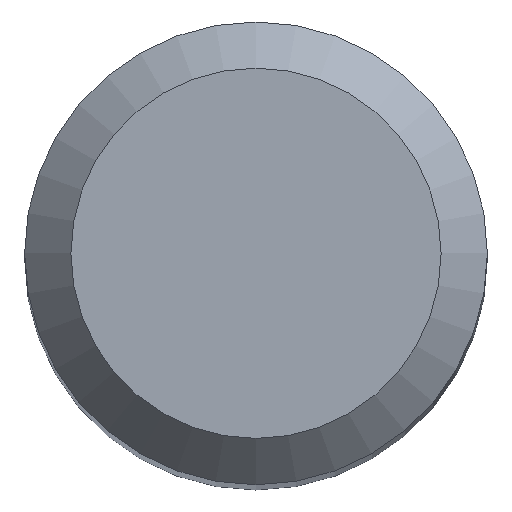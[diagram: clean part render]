
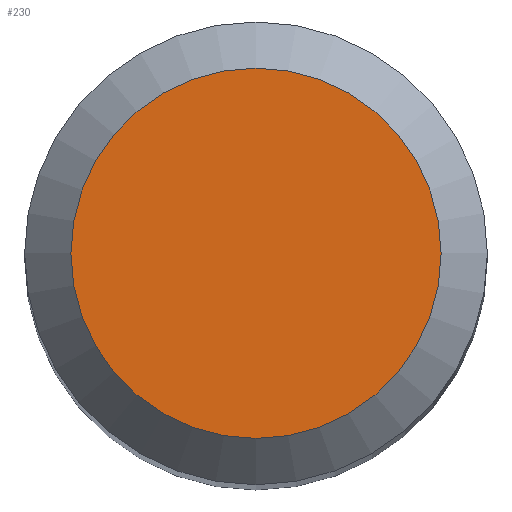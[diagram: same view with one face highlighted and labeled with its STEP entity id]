
A CAD part, top view. The second image highlights one B-rep face of the part: STEP entity #230.
In plain terms, the highlighted planar face has unit normal (0, 0, 1).
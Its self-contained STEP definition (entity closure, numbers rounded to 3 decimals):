
#13 = DIRECTION ( 'NONE',  ( 0., 0., -1. ) ) ;
#45 = ORIENTED_EDGE ( 'NONE', *, *, #126, .F. ) ;
#57 = VERTEX_POINT ( 'NONE', #136 ) ;
#60 = DIRECTION ( 'NONE',  ( 0., 1., 0. ) ) ;
#109 = AXIS2_PLACEMENT_3D ( 'NONE', #159, #238, #60 ) ;
#119 = FACE_OUTER_BOUND ( 'NONE', #219, .T. ) ;
#126 = EDGE_CURVE ( 'NONE', #57, #57, #130, .T. ) ;
#130 = CIRCLE ( 'NONE', #135, 2.4 ) ;
#135 = AXIS2_PLACEMENT_3D ( 'NONE', #182, #13, #243 ) ;
#136 = CARTESIAN_POINT ( 'NONE',  ( 0., 2.4, 50. ) ) ;
#159 = CARTESIAN_POINT ( 'NONE',  ( 0., 0., 50. ) ) ;
#182 = CARTESIAN_POINT ( 'NONE',  ( 0., 0., 50. ) ) ;
#198 = PLANE ( 'NONE',  #109 ) ;
#219 = EDGE_LOOP ( 'NONE', ( #45 ) ) ;
#230 = ADVANCED_FACE ( 'NONE', ( #119 ), #198, .F. ) ;
#238 = DIRECTION ( 'NONE',  ( 0., 0., -1. ) ) ;
#243 = DIRECTION ( 'NONE',  ( 0., 1., 0. ) ) ;
